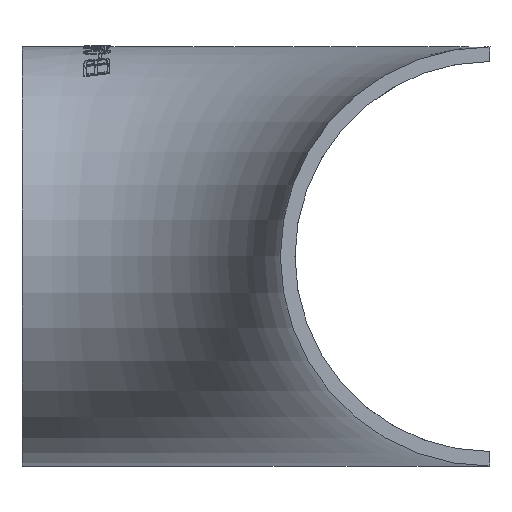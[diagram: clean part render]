
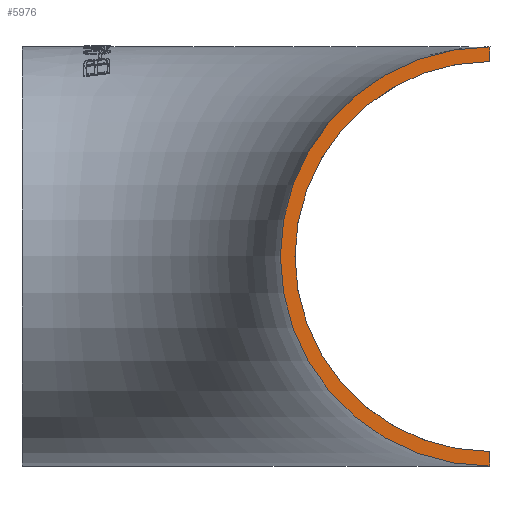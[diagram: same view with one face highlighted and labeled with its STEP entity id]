
A CAD part, left-side view. The second image highlights one B-rep face of the part: STEP entity #5976.
In plain terms, the highlighted planar face has unit normal (-1, 0, 0).
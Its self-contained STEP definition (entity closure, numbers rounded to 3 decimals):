
#49 = DIRECTION ( 'NONE',  ( 1., 0., 0. ) ) ;
#468 = PLANE ( 'NONE',  #9292 ) ;
#982 = VERTEX_POINT ( 'NONE', #7500 ) ;
#993 = EDGE_CURVE ( 'NONE', #1737, #6646, #7973, .T. ) ;
#1431 = FACE_OUTER_BOUND ( 'NONE', #8635, .T. ) ;
#1563 = CARTESIAN_POINT ( 'NONE',  ( 0., 0., 0. ) ) ;
#1661 = DIRECTION ( 'NONE',  ( 0., 0., -1. ) ) ;
#1737 = VERTEX_POINT ( 'NONE', #4621 ) ;
#1828 = EDGE_CURVE ( 'NONE', #982, #2475, #7150, .T. ) ;
#2302 = CIRCLE ( 'NONE', #3870, 20. ) ;
#2373 = CARTESIAN_POINT ( 'NONE',  ( 0., 0., -46.5 ) ) ;
#2475 = VERTEX_POINT ( 'NONE', #8676 ) ;
#3090 = DIRECTION ( 'NONE',  ( 1., 0., 0. ) ) ;
#3240 = ORIENTED_EDGE ( 'NONE', *, *, #993, .T. ) ;
#3305 = VECTOR ( 'NONE', #3482, 1000. ) ;
#3385 = CARTESIAN_POINT ( 'NONE',  ( 0., 0., 0. ) ) ;
#3482 = DIRECTION ( 'NONE',  ( 0., 0., 1. ) ) ;
#3849 = ORIENTED_EDGE ( 'NONE', *, *, #5015, .F. ) ;
#3870 = AXIS2_PLACEMENT_3D ( 'NONE', #1563, #3090, #1661 ) ;
#3873 = CARTESIAN_POINT ( 'NONE',  ( 0., 0., 0. ) ) ;
#4369 = EDGE_CURVE ( 'NONE', #6646, #982, #2302, .T. ) ;
#4621 = CARTESIAN_POINT ( 'NONE',  ( 0., 0., -21.5 ) ) ;
#4639 = DIRECTION ( 'NONE',  ( 0., 0., -1. ) ) ;
#5015 = EDGE_CURVE ( 'NONE', #1737, #2475, #7548, .T. ) ;
#5704 = CARTESIAN_POINT ( 'NONE',  ( 0., 0., -46.5 ) ) ;
#5905 = ORIENTED_EDGE ( 'NONE', *, *, #1828, .T. ) ;
#5976 = ADVANCED_FACE ( 'NONE', ( #1431 ), #468, .F. ) ;
#5989 = VECTOR ( 'NONE', #9143, 1000. ) ;
#6513 = CARTESIAN_POINT ( 'NONE',  ( 0., 0., -20. ) ) ;
#6646 = VERTEX_POINT ( 'NONE', #6513 ) ;
#7150 = LINE ( 'NONE', #5704, #3305 ) ;
#7500 = CARTESIAN_POINT ( 'NONE',  ( 0., 0., 20. ) ) ;
#7548 = CIRCLE ( 'NONE', #8807, 21.5 ) ;
#7973 = LINE ( 'NONE', #2373, #5989 ) ;
#8519 = ORIENTED_EDGE ( 'NONE', *, *, #4369, .T. ) ;
#8552 = DIRECTION ( 'NONE',  ( 0., 0., -1. ) ) ;
#8635 = EDGE_LOOP ( 'NONE', ( #3240, #8519, #5905, #3849 ) ) ;
#8676 = CARTESIAN_POINT ( 'NONE',  ( 0., 0., 21.5 ) ) ;
#8807 = AXIS2_PLACEMENT_3D ( 'NONE', #3873, #49, #4639 ) ;
#9143 = DIRECTION ( 'NONE',  ( 0., 0., 1. ) ) ;
#9292 = AXIS2_PLACEMENT_3D ( 'NONE', #3385, #9310, #8552 ) ;
#9310 = DIRECTION ( 'NONE',  ( 1., 0., 0. ) ) ;
